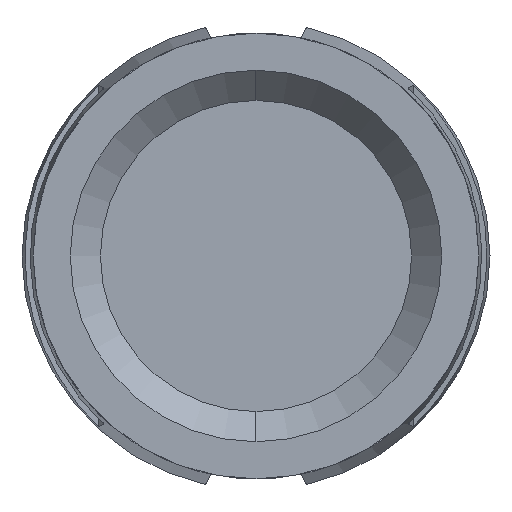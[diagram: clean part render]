
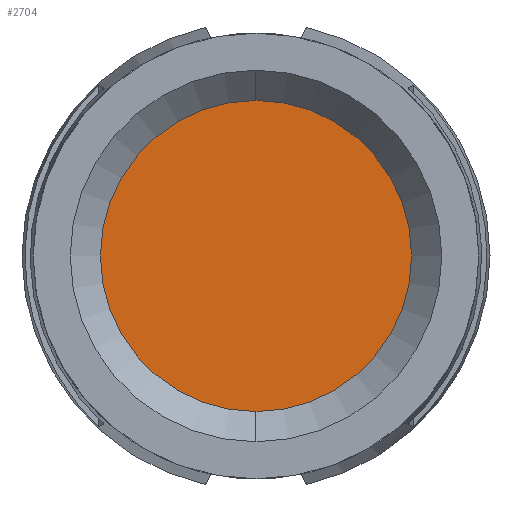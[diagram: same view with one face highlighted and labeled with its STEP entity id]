
A CAD part, left-side view. The second image highlights one B-rep face of the part: STEP entity #2704.
In plain terms, the highlighted planar face has unit normal (-1, 0, 0).
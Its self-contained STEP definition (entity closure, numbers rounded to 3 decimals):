
#236 = PLANE ( 'NONE',  #1891 ) ;
#379 = ORIENTED_EDGE ( 'NONE', *, *, #2616, .T. ) ;
#399 = ORIENTED_EDGE ( 'NONE', *, *, #3108, .T. ) ;
#500 = DIRECTION ( 'NONE',  ( 0., 0., -1. ) ) ;
#571 = DIRECTION ( 'NONE',  ( 0., 0., 1. ) ) ;
#1015 = CARTESIAN_POINT ( 'NONE',  ( 24.15, 0., 0. ) ) ;
#1229 = AXIS2_PLACEMENT_3D ( 'NONE', #1015, #2329, #2074 ) ;
#1230 = CARTESIAN_POINT ( 'NONE',  ( 24.15, 0., 0. ) ) ;
#1332 = DIRECTION ( 'NONE',  ( -1., 0., 0. ) ) ;
#1589 = CARTESIAN_POINT ( 'NONE',  ( 24.15, 0., 0. ) ) ;
#1696 = VERTEX_POINT ( 'NONE', #2492 ) ;
#1891 = AXIS2_PLACEMENT_3D ( 'NONE', #1230, #3165, #500 ) ;
#2074 = DIRECTION ( 'NONE',  ( 0., 0., 1. ) ) ;
#2329 = DIRECTION ( 'NONE',  ( -1., 0., 0. ) ) ;
#2338 = FACE_OUTER_BOUND ( 'NONE', #3297, .T. ) ;
#2492 = CARTESIAN_POINT ( 'NONE',  ( 24.15, 0., 4.188 ) ) ;
#2616 = EDGE_CURVE ( 'NONE', #2718, #1696, #3130, .T. ) ;
#2704 = ADVANCED_FACE ( 'NONE', ( #2338 ), #236, .F. ) ;
#2718 = VERTEX_POINT ( 'NONE', #2884 ) ;
#2884 = CARTESIAN_POINT ( 'NONE',  ( 24.15, 0., -4.188 ) ) ;
#3108 = EDGE_CURVE ( 'NONE', #1696, #2718, #3309, .T. ) ;
#3130 = CIRCLE ( 'NONE', #3251, 4.188 ) ;
#3165 = DIRECTION ( 'NONE',  ( 1., 0., 0. ) ) ;
#3251 = AXIS2_PLACEMENT_3D ( 'NONE', #1589, #1332, #571 ) ;
#3297 = EDGE_LOOP ( 'NONE', ( #399, #379 ) ) ;
#3309 = CIRCLE ( 'NONE', #1229, 4.188 ) ;
